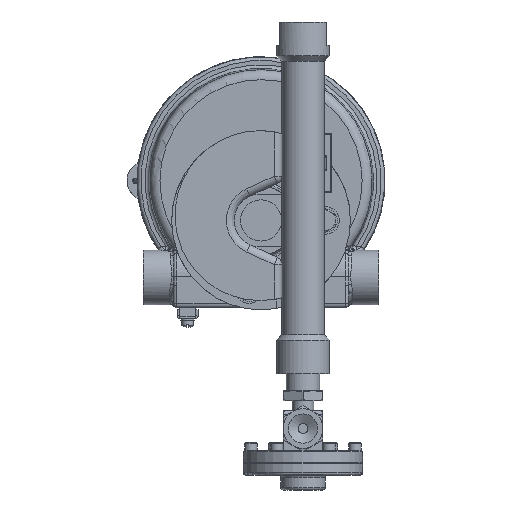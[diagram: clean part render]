
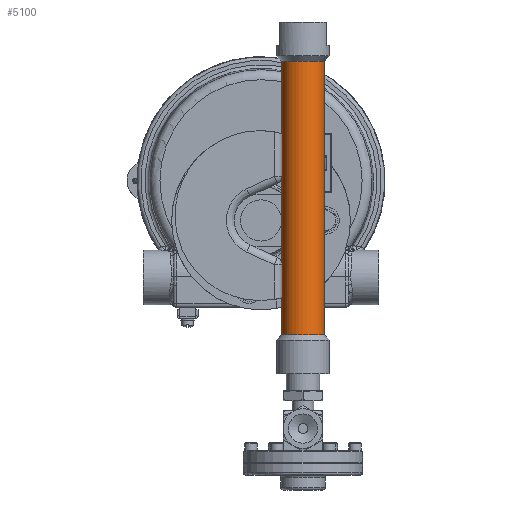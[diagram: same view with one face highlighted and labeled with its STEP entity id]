
A CAD part, left-side view. The second image highlights one B-rep face of the part: STEP entity #5100.
In plain terms, the highlighted cylindrical face has radius 13.5 mm (diameter 27 mm), a full revolution.
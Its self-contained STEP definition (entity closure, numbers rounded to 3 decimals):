
#826=CYLINDRICAL_SURFACE('',#19750,13.5);
#5100=ADVANCED_FACE('',(#6420,#6421),#826,.T.);
#6420=FACE_BOUND('',#8034,.T.);
#6421=FACE_BOUND('',#8035,.T.);
#8034=EDGE_LOOP('',(#12622));
#8035=EDGE_LOOP('',(#12623));
#12622=ORIENTED_EDGE('',*,*,#16643,.F.);
#12623=ORIENTED_EDGE('',*,*,#16644,.T.);
#14322=VERTEX_POINT('',#35521);
#14323=VERTEX_POINT('',#35523);
#16643=EDGE_CURVE('',#14322,#14322,#17677,.T.);
#16644=EDGE_CURVE('',#14323,#14323,#17678,.T.);
#17677=CIRCLE('',#19748,13.5);
#17678=CIRCLE('',#19749,13.5);
#19748=AXIS2_PLACEMENT_3D('',#35520,#24724,#24725);
#19749=AXIS2_PLACEMENT_3D('',#35522,#24726,#24727);
#19750=AXIS2_PLACEMENT_3D('',#35524,#24728,#24729);
#24724=DIRECTION('',(0.,0.,1.));
#24725=DIRECTION('',(0.,-1.,0.));
#24726=DIRECTION('',(0.,0.,1.));
#24727=DIRECTION('',(0.,-1.,0.));
#24728=DIRECTION('',(0.,0.,1.));
#24729=DIRECTION('',(0.,-1.,0.));
#35520=CARTESIAN_POINT('',(0.,0.,200.));
#35521=CARTESIAN_POINT('',(0.,-13.5,200.));
#35522=CARTESIAN_POINT('',(0.,0.,25.));
#35523=CARTESIAN_POINT('',(0.,-13.5,25.));
#35524=CARTESIAN_POINT('',(0.,0.,112.5));
